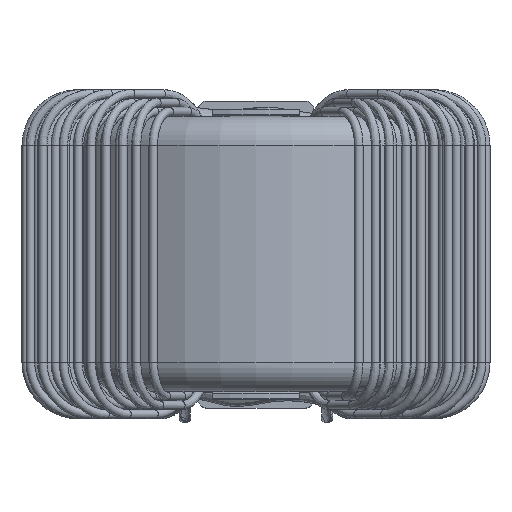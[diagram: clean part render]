
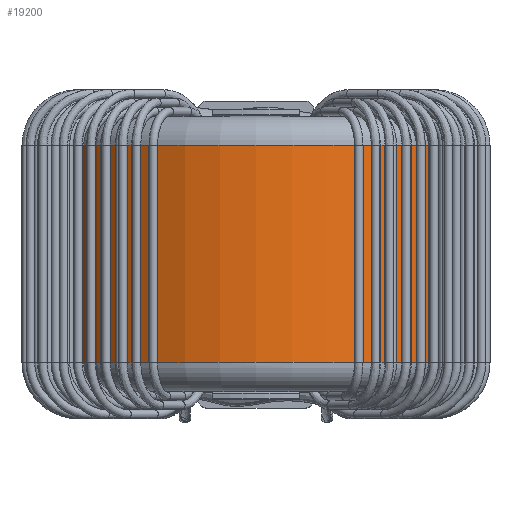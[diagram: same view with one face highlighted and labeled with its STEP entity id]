
A CAD part, top view. The second image highlights one B-rep face of the part: STEP entity #19200.
In plain terms, the highlighted cylindrical face has radius 7.15 mm (diameter 14.3 mm), a full revolution.
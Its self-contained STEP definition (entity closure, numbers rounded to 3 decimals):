
#1200=CYLINDRICAL_SURFACE('',#20621,7.15);
#2362=ORIENTED_EDGE('',*,*,#4620,.T.);
#2363=ORIENTED_EDGE('',*,*,#4621,.T.);
#4620=EDGE_CURVE('',#5965,#5965,#7151,.T.);
#4621=EDGE_CURVE('',#5966,#5966,#7152,.F.);
#5965=VERTEX_POINT('',#47211);
#5966=VERTEX_POINT('',#47213);
#7151=CIRCLE('',#20622,7.15);
#7152=CIRCLE('',#20623,7.15);
#8584=EDGE_LOOP('',(#2362));
#8585=EDGE_LOOP('',(#2363));
#10547=FACE_BOUND('',#8584,.T.);
#10548=FACE_BOUND('',#8585,.T.);
#19200=ADVANCED_FACE('',(#10547,#10548),#1200,.T.);
#20621=AXIS2_PLACEMENT_3D('',#47209,#23245,#23246);
#20622=AXIS2_PLACEMENT_3D('',#47210,#23247,#23248);
#20623=AXIS2_PLACEMENT_3D('',#47212,#23249,#23250);
#23245=DIRECTION('',(0.,1.,0.));
#23246=DIRECTION('',(0.,0.,1.));
#23247=DIRECTION('',(0.,1.,0.));
#23248=DIRECTION('',(0.,0.,1.));
#23249=DIRECTION('',(0.,1.,0.));
#23250=DIRECTION('',(0.,0.,1.));
#47209=CARTESIAN_POINT('',(0.,-4.75,10.75));
#47210=CARTESIAN_POINT('',(0.,-3.75,10.75));
#47211=CARTESIAN_POINT('',(0.,-3.75,17.9));
#47212=CARTESIAN_POINT('',(0.,3.75,10.75));
#47213=CARTESIAN_POINT('',(0.,3.75,17.9));
